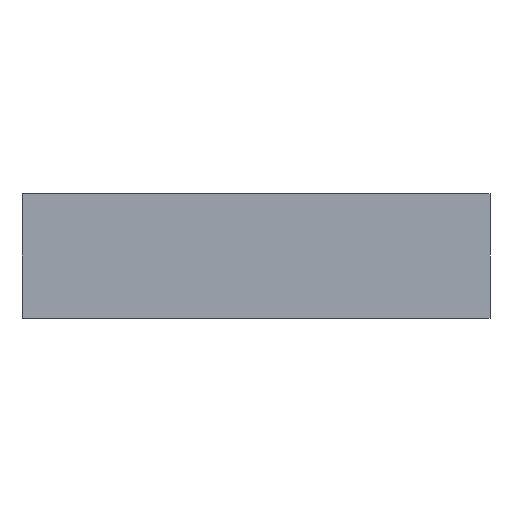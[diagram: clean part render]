
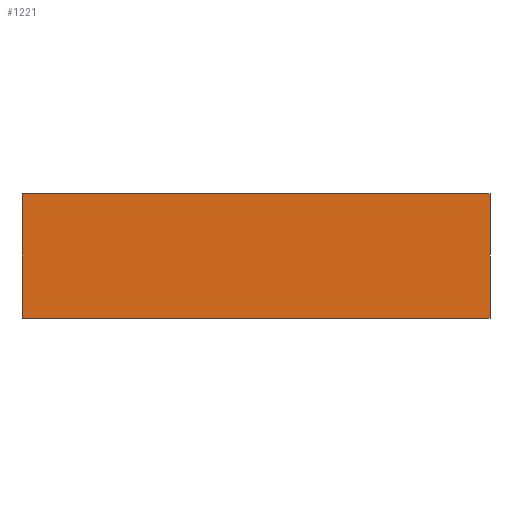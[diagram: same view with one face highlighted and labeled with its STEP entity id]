
A CAD part, front view. The second image highlights one B-rep face of the part: STEP entity #1221.
In plain terms, the highlighted planar face has unit normal (0, -1, 0).
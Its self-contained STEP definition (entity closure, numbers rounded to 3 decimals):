
#96=FACE_OUTER_BOUND('',#167,.T.);
#167=EDGE_LOOP('',(#842,#843,#844,#845));
#239=LINE('',#1820,#394);
#243=LINE('',#1828,#398);
#246=LINE('',#1834,#401);
#249=LINE('',#1839,#404);
#394=VECTOR('',#1474,10.);
#398=VECTOR('',#1480,10.);
#401=VECTOR('',#1485,10.);
#404=VECTOR('',#1490,10.);
#549=VERTEX_POINT('',#1818);
#550=VERTEX_POINT('',#1819);
#553=VERTEX_POINT('',#1827);
#555=VERTEX_POINT('',#1833);
#658=EDGE_CURVE('',#549,#550,#239,.T.);
#662=EDGE_CURVE('',#553,#549,#243,.T.);
#665=EDGE_CURVE('',#555,#553,#246,.T.);
#668=EDGE_CURVE('',#550,#555,#249,.T.);
#842=ORIENTED_EDGE('',*,*,#668,.F.);
#843=ORIENTED_EDGE('',*,*,#658,.F.);
#844=ORIENTED_EDGE('',*,*,#662,.F.);
#845=ORIENTED_EDGE('',*,*,#665,.F.);
#1155=PLANE('',#1379);
#1221=ADVANCED_FACE('',(#96),#1155,.F.);
#1379=AXIS2_PLACEMENT_3D('',#1842,#1494,#1495);
#1474=DIRECTION('',(-1.,0.,0.));
#1480=DIRECTION('',(0.,0.,-1.));
#1485=DIRECTION('',(1.,0.,0.));
#1490=DIRECTION('',(0.,0.,1.));
#1494=DIRECTION('center_axis',(0.,1.,0.));
#1495=DIRECTION('ref_axis',(1.,0.,0.));
#1818=CARTESIAN_POINT('',(45.,0.,-12.));
#1819=CARTESIAN_POINT('',(0.,0.,-12.));
#1820=CARTESIAN_POINT('',(45.,0.,-12.));
#1827=CARTESIAN_POINT('',(45.,0.,0.));
#1828=CARTESIAN_POINT('',(45.,0.,0.));
#1833=CARTESIAN_POINT('',(0.,0.,0.));
#1834=CARTESIAN_POINT('',(0.,0.,0.));
#1839=CARTESIAN_POINT('',(0.,0.,-12.));
#1842=CARTESIAN_POINT('Origin',(22.5,0.,-6.));
